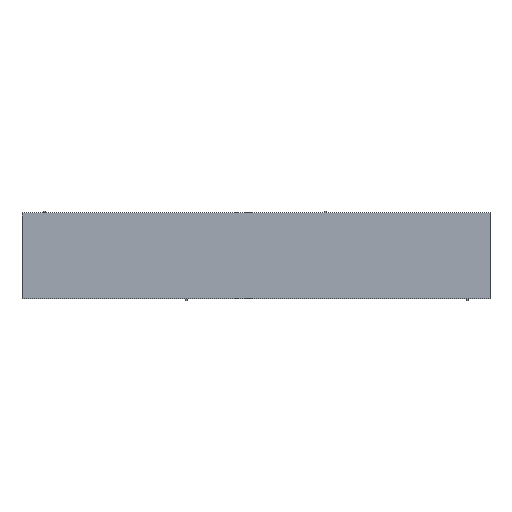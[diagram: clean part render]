
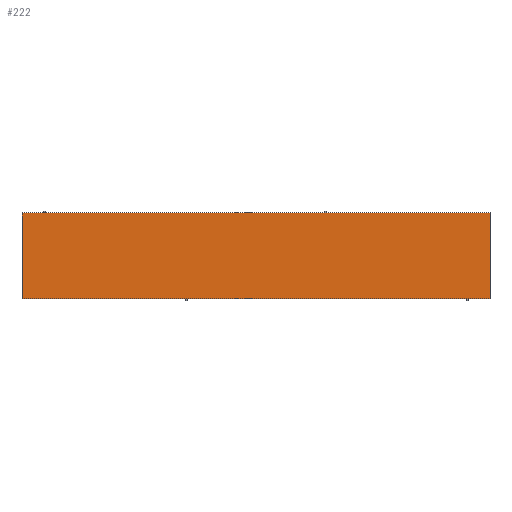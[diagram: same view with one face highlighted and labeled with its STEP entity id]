
A CAD part, top view. The second image highlights one B-rep face of the part: STEP entity #222.
In plain terms, the highlighted planar face has unit normal (0, 0, 1).
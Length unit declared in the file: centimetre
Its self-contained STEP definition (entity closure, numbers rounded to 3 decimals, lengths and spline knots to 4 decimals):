
#222=ADVANCED_FACE('',(#364),#2292,.T.);
#364=FACE_OUTER_BOUND('',#506,.T.);
#506=EDGE_LOOP('',(#663,#664,#665,#666));
#663=ORIENTED_EDGE('',*,*,#1338,.F.);
#664=ORIENTED_EDGE('',*,*,#1329,.F.);
#665=ORIENTED_EDGE('',*,*,#1333,.F.);
#666=ORIENTED_EDGE('',*,*,#1336,.F.);
#1329=EDGE_CURVE('',#2045,#2046,#1687,.T.);
#1333=EDGE_CURVE('',#2048,#2045,#1691,.T.);
#1336=EDGE_CURVE('',#2050,#2048,#1694,.T.);
#1338=EDGE_CURVE('',#2046,#2050,#1696,.T.);
#1687=B_SPLINE_CURVE_WITH_KNOTS('',1,(#2787,#2788),.UNSPECIFIED.,.F.,.F.,
(2,2),(3.,4.),.UNSPECIFIED.);
#1691=B_SPLINE_CURVE_WITH_KNOTS('',1,(#2795,#2796),.UNSPECIFIED.,.F.,.F.,
(2,2),(2.,3.),.UNSPECIFIED.);
#1694=B_SPLINE_CURVE_WITH_KNOTS('',1,(#2801,#2802),.UNSPECIFIED.,.F.,.F.,
(2,2),(1.,2.),.UNSPECIFIED.);
#1696=B_SPLINE_CURVE_WITH_KNOTS('',1,(#2805,#2806),.UNSPECIFIED.,.F.,.F.,
(2,2),(0.,1.),.UNSPECIFIED.);
#2045=VERTEX_POINT('',#2777);
#2046=VERTEX_POINT('',#2778);
#2048=VERTEX_POINT('',#2780);
#2050=VERTEX_POINT('',#2782);
#2292=PLANE('',#2475);
#2475=AXIS2_PLACEMENT_3D('',#2774,#2624,$);
#2624=DIRECTION('',(0.,0.,1.));
#2774=CARTESIAN_POINT('',(155.8728,44.8,70.));
#2777=CARTESIAN_POINT('',(-84.1272,0.8,70.));
#2778=CARTESIAN_POINT('',(-84.1272,44.8,70.));
#2780=CARTESIAN_POINT('',(155.8728,0.8,70.));
#2782=CARTESIAN_POINT('',(155.8728,44.8,70.));
#2787=CARTESIAN_POINT('',(-84.1272,0.8,70.));
#2788=CARTESIAN_POINT('',(-84.1272,44.8,70.));
#2795=CARTESIAN_POINT('',(155.8728,0.8,70.));
#2796=CARTESIAN_POINT('',(-84.1272,0.8,70.));
#2801=CARTESIAN_POINT('',(155.8728,44.8,70.));
#2802=CARTESIAN_POINT('',(155.8728,0.8,70.));
#2805=CARTESIAN_POINT('',(-84.1272,44.8,70.));
#2806=CARTESIAN_POINT('',(155.8728,44.8,70.));
